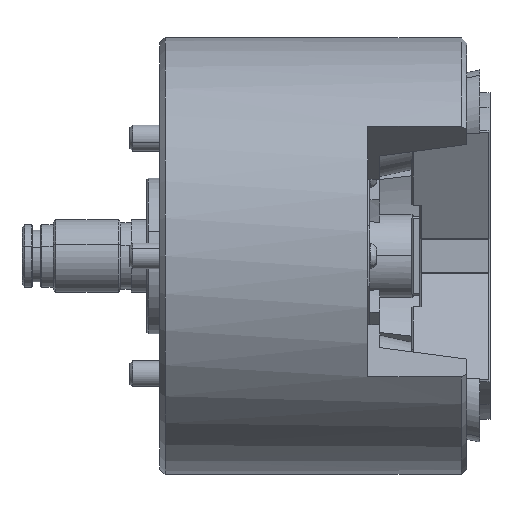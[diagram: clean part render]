
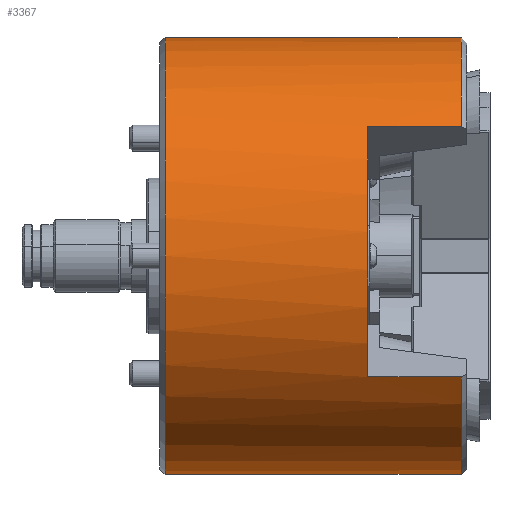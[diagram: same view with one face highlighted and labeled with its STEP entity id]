
A CAD part, front view. The second image highlights one B-rep face of the part: STEP entity #3367.
In plain terms, the highlighted cylindrical face has radius 84 mm (diameter 168 mm), a partial arc.
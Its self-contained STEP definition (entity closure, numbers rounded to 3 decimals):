
#246 = CARTESIAN_POINT ( 'NONE',  ( 116., 0., 0. ) ) ;
#264 = LINE ( 'NONE', #5605, #5129 ) ;
#273 = EDGE_CURVE ( 'NONE', #2838, #8349, #3668, .T. ) ;
#409 = ORIENTED_EDGE ( 'NONE', *, *, #1685, .T. ) ;
#482 = VERTEX_POINT ( 'NONE', #8704 ) ;
#554 = ORIENTED_EDGE ( 'NONE', *, *, #8795, .T. ) ;
#904 = DIRECTION ( 'NONE',  ( 0., 0., 1. ) ) ;
#910 = DIRECTION ( 'NONE',  ( -1., 0., 0. ) ) ;
#926 = CARTESIAN_POINT ( 'NONE',  ( 80., 0., 0. ) ) ;
#1059 = AXIS2_PLACEMENT_3D ( 'NONE', #9187, #8037, #9224 ) ;
#1133 = CIRCLE ( 'NONE', #5105, 84. ) ;
#1428 = VERTEX_POINT ( 'NONE', #8327 ) ;
#1493 = CIRCLE ( 'NONE', #3792, 84. ) ;
#1635 = ORIENTED_EDGE ( 'NONE', *, *, #7017, .T. ) ;
#1685 = EDGE_CURVE ( 'NONE', #482, #6367, #264, .T. ) ;
#1715 = CARTESIAN_POINT ( 'NONE',  ( 80., -4.93, 83.855 ) ) ;
#1783 = LINE ( 'NONE', #2353, #2357 ) ;
#1805 = CARTESIAN_POINT ( 'NONE',  ( 0., -2.932, -83.949 ) ) ;
#1899 = DIRECTION ( 'NONE',  ( 1., 0., 0. ) ) ;
#1954 = AXIS2_PLACEMENT_3D ( 'NONE', #2608, #2561, #2528 ) ;
#2098 = CARTESIAN_POINT ( 'NONE',  ( 0., 0., -84. ) ) ;
#2173 = DIRECTION ( 'NONE',  ( -1., 0., 0. ) ) ;
#2189 = FACE_OUTER_BOUND ( 'NONE', #4155, .T. ) ;
#2353 = CARTESIAN_POINT ( 'NONE',  ( 0., 0., 84. ) ) ;
#2357 = VECTOR ( 'NONE', #2416, 1000. ) ;
#2369 = VECTOR ( 'NONE', #1899, 1000. ) ;
#2416 = DIRECTION ( 'NONE',  ( -1., 0., 0. ) ) ;
#2422 = EDGE_CURVE ( 'NONE', #4413, #8139, #2691, .T. ) ;
#2434 = VECTOR ( 'NONE', #6789, 1000. ) ;
#2457 = AXIS2_PLACEMENT_3D ( 'NONE', #4579, #4544, #4525 ) ;
#2478 = EDGE_CURVE ( 'NONE', #4973, #5306, #1783, .T. ) ;
#2528 = DIRECTION ( 'NONE',  ( 0., 0., 1. ) ) ;
#2551 = LINE ( 'NONE', #6654, #2434 ) ;
#2561 = DIRECTION ( 'NONE',  ( -1., 0., 0. ) ) ;
#2608 = CARTESIAN_POINT ( 'NONE',  ( 80., 0., 0. ) ) ;
#2615 = ORIENTED_EDGE ( 'NONE', *, *, #273, .T. ) ;
#2691 = LINE ( 'NONE', #2098, #7425 ) ;
#2838 = VERTEX_POINT ( 'NONE', #5689 ) ;
#3101 = CIRCLE ( 'NONE', #4245, 84. ) ;
#3177 = CARTESIAN_POINT ( 'NONE',  ( 116., -67.634, 49.816 ) ) ;
#3221 = CIRCLE ( 'NONE', #1954, 84. ) ;
#3247 = ORIENTED_EDGE ( 'NONE', *, *, #3347, .T. ) ;
#3347 = EDGE_CURVE ( 'NONE', #5306, #8139, #9497, .T. ) ;
#3353 = VERTEX_POINT ( 'NONE', #7586 ) ;
#3367 = ADVANCED_FACE ( 'NONE', ( #2189 ), #4951, .T. ) ;
#3608 = DIRECTION ( 'NONE',  ( 0., 0., 1. ) ) ;
#3668 = LINE ( 'NONE', #1805, #2369 ) ;
#3792 = AXIS2_PLACEMENT_3D ( 'NONE', #246, #3811, #3608 ) ;
#3811 = DIRECTION ( 'NONE',  ( -1., 0., 0. ) ) ;
#4155 = EDGE_LOOP ( 'NONE', ( #8960, #7939, #2615, #4257, #8510, #7631, #1635, #554, #409, #7686, #7626, #3247 ) ) ;
#4245 = AXIS2_PLACEMENT_3D ( 'NONE', #8171, #8288, #8118 ) ;
#4257 = ORIENTED_EDGE ( 'NONE', *, *, #8176, .T. ) ;
#4413 = VERTEX_POINT ( 'NONE', #5341 ) ;
#4525 = DIRECTION ( 'NONE',  ( 0., 0., 1. ) ) ;
#4544 = DIRECTION ( 'NONE',  ( -1., 0., 0. ) ) ;
#4579 = CARTESIAN_POINT ( 'NONE',  ( 116., 0., 0. ) ) ;
#4633 = VERTEX_POINT ( 'NONE', #3177 ) ;
#4901 = CARTESIAN_POINT ( 'NONE',  ( 80., 0., 84. ) ) ;
#4951 = CYLINDRICAL_SURFACE ( 'NONE', #1059, 84. ) ;
#4973 = VERTEX_POINT ( 'NONE', #4901 ) ;
#5105 = AXIS2_PLACEMENT_3D ( 'NONE', #926, #910, #904 ) ;
#5129 = VECTOR ( 'NONE', #7441, 1000. ) ;
#5306 = VERTEX_POINT ( 'NONE', #6319 ) ;
#5341 = CARTESIAN_POINT ( 'NONE',  ( 80., 0., -84. ) ) ;
#5605 = CARTESIAN_POINT ( 'NONE',  ( 0., -4.93, 83.855 ) ) ;
#5689 = CARTESIAN_POINT ( 'NONE',  ( 80., -2.932, -83.949 ) ) ;
#5932 = CARTESIAN_POINT ( 'NONE',  ( 2., 0., -84. ) ) ;
#6276 = CIRCLE ( 'NONE', #2457, 84. ) ;
#6319 = CARTESIAN_POINT ( 'NONE',  ( 2., 0., 84. ) ) ;
#6367 = VERTEX_POINT ( 'NONE', #1715 ) ;
#6654 = CARTESIAN_POINT ( 'NONE',  ( 0., -67.634, 49.816 ) ) ;
#6789 = DIRECTION ( 'NONE',  ( 1., 0., 0. ) ) ;
#7017 = EDGE_CURVE ( 'NONE', #1428, #4633, #2551, .T. ) ;
#7110 = AXIS2_PLACEMENT_3D ( 'NONE', #8096, #8127, #8165 ) ;
#7425 = VECTOR ( 'NONE', #2173, 1000. ) ;
#7441 = DIRECTION ( 'NONE',  ( -1., 0., 0. ) ) ;
#7586 = CARTESIAN_POINT ( 'NONE',  ( 116., -69.931, -46.537 ) ) ;
#7617 = EDGE_CURVE ( 'NONE', #6367, #4973, #1133, .T. ) ;
#7626 = ORIENTED_EDGE ( 'NONE', *, *, #2478, .T. ) ;
#7631 = ORIENTED_EDGE ( 'NONE', *, *, #8951, .T. ) ;
#7686 = ORIENTED_EDGE ( 'NONE', *, *, #7617, .T. ) ;
#7939 = ORIENTED_EDGE ( 'NONE', *, *, #7993, .T. ) ;
#7993 = EDGE_CURVE ( 'NONE', #4413, #2838, #3101, .T. ) ;
#8033 = LINE ( 'NONE', #8571, #8809 ) ;
#8037 = DIRECTION ( 'NONE',  ( -1., 0., 0. ) ) ;
#8096 = CARTESIAN_POINT ( 'NONE',  ( 2., 0., 0. ) ) ;
#8104 = DIRECTION ( 'NONE',  ( -1., 0., 0. ) ) ;
#8118 = DIRECTION ( 'NONE',  ( 0., 0., 1. ) ) ;
#8127 = DIRECTION ( 'NONE',  ( 1., 0., 0. ) ) ;
#8139 = VERTEX_POINT ( 'NONE', #5932 ) ;
#8165 = DIRECTION ( 'NONE',  ( 0., 0., 1. ) ) ;
#8171 = CARTESIAN_POINT ( 'NONE',  ( 80., 0., 0. ) ) ;
#8176 = EDGE_CURVE ( 'NONE', #8349, #3353, #1493, .T. ) ;
#8288 = DIRECTION ( 'NONE',  ( -1., 0., 0. ) ) ;
#8327 = CARTESIAN_POINT ( 'NONE',  ( 80., -67.634, 49.816 ) ) ;
#8349 = VERTEX_POINT ( 'NONE', #9107 ) ;
#8510 = ORIENTED_EDGE ( 'NONE', *, *, #9502, .T. ) ;
#8537 = CARTESIAN_POINT ( 'NONE',  ( 80., -69.931, -46.537 ) ) ;
#8571 = CARTESIAN_POINT ( 'NONE',  ( 0., -69.931, -46.537 ) ) ;
#8704 = CARTESIAN_POINT ( 'NONE',  ( 116., -4.93, 83.855 ) ) ;
#8795 = EDGE_CURVE ( 'NONE', #4633, #482, #6276, .T. ) ;
#8809 = VECTOR ( 'NONE', #8104, 1000. ) ;
#8951 = EDGE_CURVE ( 'NONE', #9472, #1428, #3221, .T. ) ;
#8960 = ORIENTED_EDGE ( 'NONE', *, *, #2422, .F. ) ;
#9107 = CARTESIAN_POINT ( 'NONE',  ( 116., -2.932, -83.949 ) ) ;
#9187 = CARTESIAN_POINT ( 'NONE',  ( 0., 0., 0. ) ) ;
#9224 = DIRECTION ( 'NONE',  ( 0., 0., 1. ) ) ;
#9472 = VERTEX_POINT ( 'NONE', #8537 ) ;
#9497 = CIRCLE ( 'NONE', #7110, 84. ) ;
#9502 = EDGE_CURVE ( 'NONE', #3353, #9472, #8033, .T. ) ;
